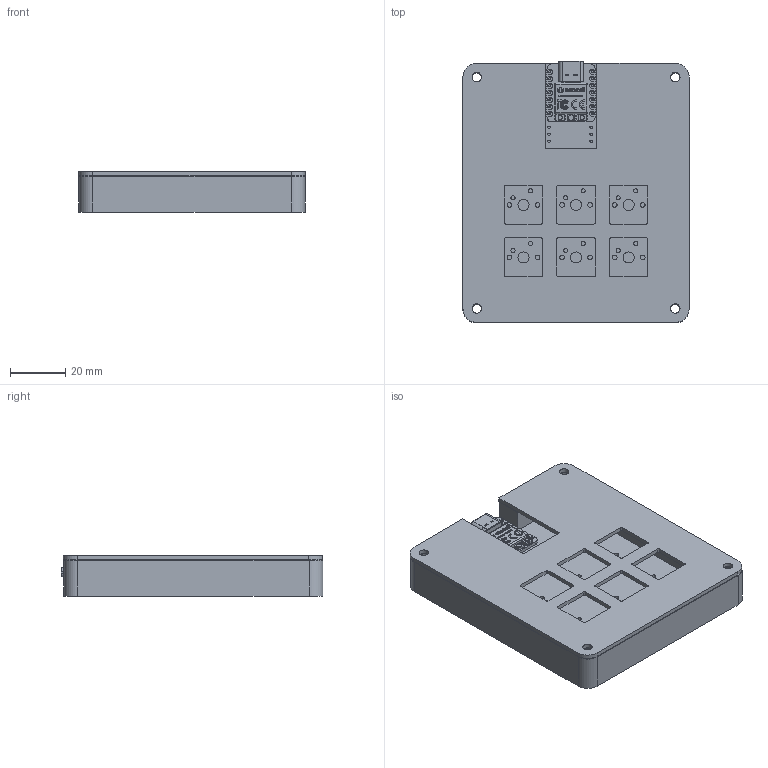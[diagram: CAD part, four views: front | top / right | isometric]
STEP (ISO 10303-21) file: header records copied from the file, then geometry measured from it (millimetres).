
FILE_DESCRIPTION(/* description */ (''),/* implementation_level */ '2;1');
FILE_NAME(/* name */ 'Assembled components_.step',/* time_stamp */ '2025-12-26T23:51:38+05:30',/* author */ (''),/* organization */ (''),/* preprocessor_version */ 'ST-DEVELOPER v20.1',/* originating_system */ 'Autodesk Translation Framework v14.21.0.0',/* authorisation */ '');
FILE_SCHEMA (('AUTOMOTIVE_DESIGN { 1 0 10303 214 3 1 1 }'));
Length unit declared in the file: millimetre
Products named in the file (16): 2025-12-26-21-48-26-110; 2025-12-26-16-18-38-068; 2025-12-26-16-18-41-381; 2025-12-26-16-18-41-382; 2025-12-26-16-18-41-383; 2025-12-26-16-18-41-384; 2025-12-26-16-18-41-385; 2025-12-26-16-18-41-386; 2025-12-26-16-18-41-387; 2025-12-26-16-18-41-388; 2025-12-26-16-18-41-389; 2025-12-26-16-18-41-390; 2025-12-26-16-18-41-391; 2025-12-26-16-18-45-291; 2025-12-26-16-31-36-987; 2025-12-26-16-31-36-988
Assembly tree (15 placements, depth 5):
  2025-12-26-21-48-26-110
    2025-12-26-16-18-38-068
    2025-12-26-16-18-41-381
      2025-12-26-16-18-41-382
        2025-12-26-16-18-41-383
        2025-12-26-16-18-41-384
        2025-12-26-16-18-41-385
          2025-12-26-16-18-41-386
          2025-12-26-16-18-41-387
          2025-12-26-16-18-41-388
          2025-12-26-16-18-41-389
          2025-12-26-16-18-41-390
        2025-12-26-16-18-41-391
    2025-12-26-16-18-45-291
    2025-12-26-16-31-36-987
      2025-12-26-16-31-36-988
Bounding box: 81.92 x 94.81 x 14.66 mm (x, y, z)
Volume: 66867.2 mm3; surface area: 47642 mm2
Topology: 86 solids, 86 shells, 1459 faces, 3742 edges, 2456 vertices
Faces by surface type: plane 945, cylinder 263, bspline 223, torus 12, sphere 10, cone 6
Full cylindrical faces by diameter (mm): 0.4 x1, 0.5 x2, 0.8 x14, 0.889 x14, 1.5 x14, 1.7 x12, 2 x1, 3.4 x8, 4 x6, 6 x4
Entity records: 45586 total; most frequent: CARTESIAN_POINT 10775, ORIENTED_EDGE 7468, DIRECTION 6370, EDGE_CURVE 3734, LINE 2742, VECTOR 2742, VERTEX_POINT 2456, AXIS2_PLACEMENT_3D 1814
